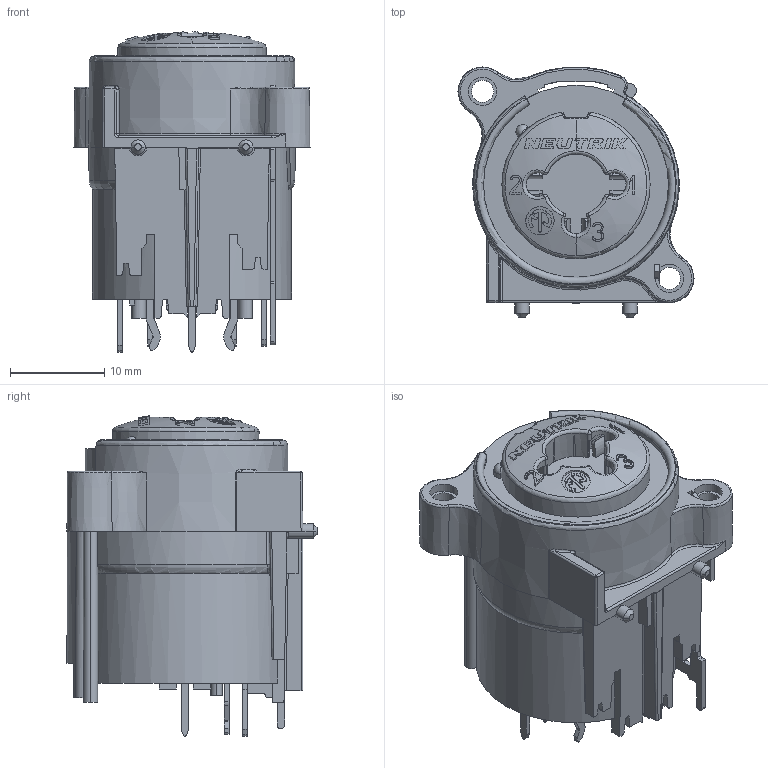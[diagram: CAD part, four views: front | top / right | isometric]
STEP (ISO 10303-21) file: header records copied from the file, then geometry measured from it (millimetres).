
FILE_DESCRIPTION((''),'2;1');
FILE_NAME('30013041','2025-12-26T14:55:20',('jun.zhang'),(''),'CREO PARAMETRIC BY PTC INC, 2023424','CREO PARAMETRIC BY PTC INC, 2023424','');
FILE_SCHEMA(('AUTOMOTIVE_DESIGN { 1 0 10303 214 1 1 1 1 }'));
Length unit declared in the file: millimetre
Products named in the file (1): 30013041
Bounding box: 25 x 26.5 x 33.95 mm (x, y, z)
Volume: 10331.9 mm3; surface area: 4629.1 mm2
Topology: 1 solids, 3 shells, 805 faces, 2344 edges, 1552 vertices
Faces by surface type: plane 469, cylinder 201, bspline 45, cone 34, sphere 30, torus 24, extrusion 2
Entity records: 32187 total; most frequent: CARTESIAN_POINT 9649, ORIENTED_EDGE 4656, DIRECTION 4121, EDGE_CURVE 2328, VERTEX_POINT 1550, AXIS2_PLACEMENT_3D 1511, VECTOR 1099, LINE 1097
